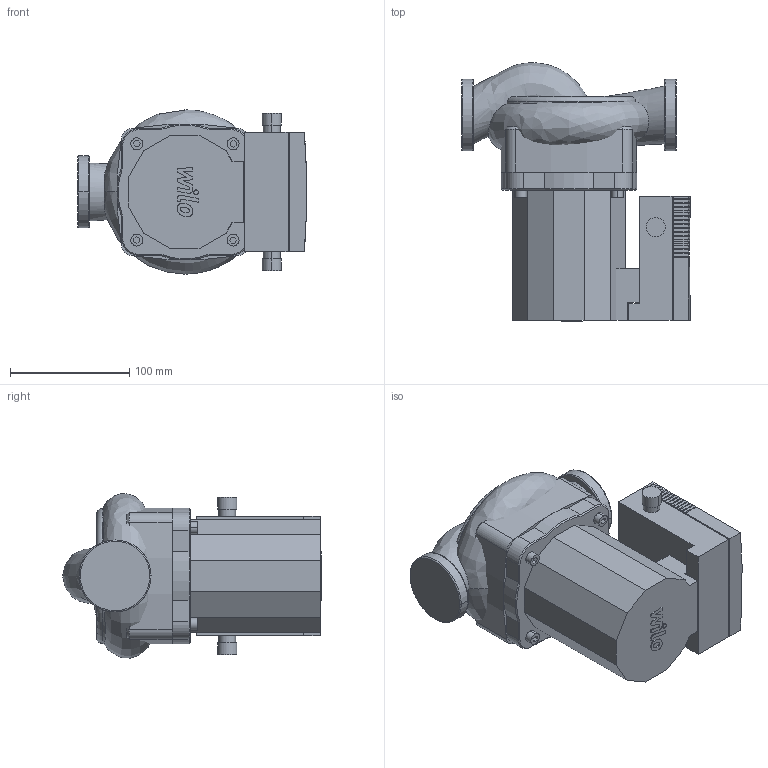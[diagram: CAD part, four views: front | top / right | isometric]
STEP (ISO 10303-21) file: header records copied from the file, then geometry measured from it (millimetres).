
FILE_DESCRIPTION((''),'2;1');
FILE_NAME('3d_TOP-STG30_10DM-2131778.stp','2014-09-03T12:31:19',(''),(''),'Mechanical Desktop 2009','Mechanical Desktop 2009',', , ');
FILE_SCHEMA(('CONFIG_CONTROL_DESIGN'));
Length unit declared in the file: millimetre
Products named in the file (1): Product
Bounding box: 191.78 x 216.54 x 137.6 mm (x, y, z)
Volume: 2679807.8 mm3; surface area: 208942.8 mm2
Topology: 8 solids, 8 shells, 403 faces, 1078 edges, 708 vertices
Faces by surface type: plane 184, bspline 163, cylinder 32, cone 18, torus 6
Full cylindrical faces by diameter (mm): 95.6 x1
Entity records: 17089 total; most frequent: CARTESIAN_POINT 7423, ORIENTED_EDGE 2156, DIRECTION 1654, EDGE_CURVE 1078, VECTOR 824, LINE 824, VERTEX_POINT 708, EDGE_LOOP 422
